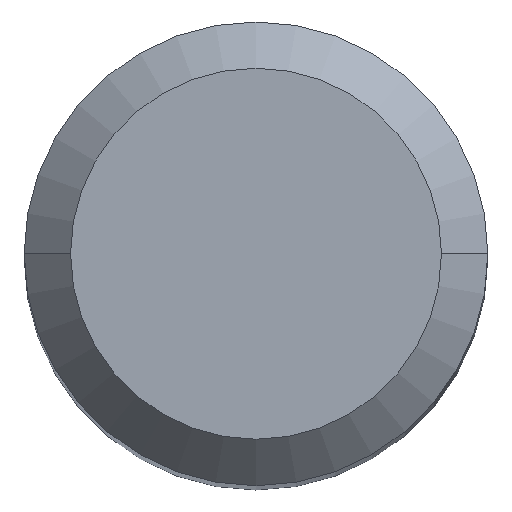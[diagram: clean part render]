
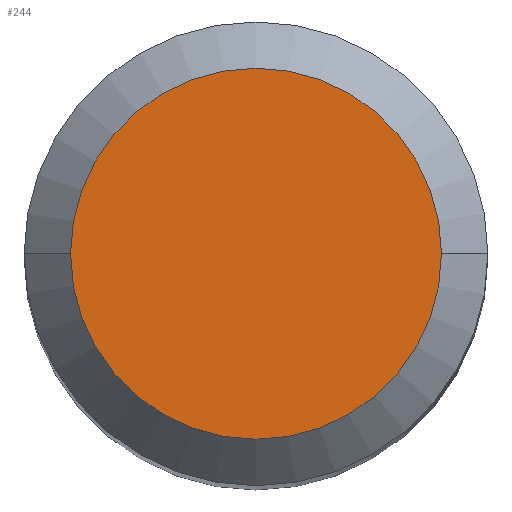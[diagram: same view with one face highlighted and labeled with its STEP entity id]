
A CAD part, top view. The second image highlights one B-rep face of the part: STEP entity #244.
In plain terms, the highlighted planar face has unit normal (0, 0, 1).
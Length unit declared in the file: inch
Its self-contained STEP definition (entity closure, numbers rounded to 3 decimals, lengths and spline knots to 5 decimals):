
#1 = CIRCLE ( 'NONE', #5, 0.126 ) ;
#5 = AXIS2_PLACEMENT_3D ( 'NONE', #270, #157, #198 ) ;
#24 = CARTESIAN_POINT ( 'NONE',  ( 0., 0., 0. ) ) ;
#28 = VERTEX_POINT ( 'NONE', #133 ) ;
#44 = DIRECTION ( 'NONE',  ( 1., 0., 0. ) ) ;
#81 = VERTEX_POINT ( 'NONE', #380 ) ;
#85 = PLANE ( 'NONE',  #341 ) ;
#92 = ORIENTED_EDGE ( 'NONE', *, *, #409, .T. ) ;
#118 = EDGE_CURVE ( 'NONE', #81, #28, #1, .T. ) ;
#133 = CARTESIAN_POINT ( 'NONE',  ( -0.126, 0., 0. ) ) ;
#157 = DIRECTION ( 'NONE',  ( 0., 0., 1. ) ) ;
#198 = DIRECTION ( 'NONE',  ( 1., 0., 0. ) ) ;
#229 = ORIENTED_EDGE ( 'NONE', *, *, #118, .T. ) ;
#239 = DIRECTION ( 'NONE',  ( 0., 0., -1. ) ) ;
#244 = ADVANCED_FACE ( 'NONE', ( #323 ), #85, .F. ) ;
#245 = EDGE_LOOP ( 'NONE', ( #92, #229 ) ) ;
#264 = DIRECTION ( 'NONE',  ( 0., 0., 1. ) ) ;
#270 = CARTESIAN_POINT ( 'NONE',  ( 0., 0., 0. ) ) ;
#323 = FACE_OUTER_BOUND ( 'NONE', #245, .T. ) ;
#341 = AXIS2_PLACEMENT_3D ( 'NONE', #358, #239, #469 ) ;
#358 = CARTESIAN_POINT ( 'NONE',  ( 0., 0., 0. ) ) ;
#366 = CIRCLE ( 'NONE', #426, 0.126 ) ;
#380 = CARTESIAN_POINT ( 'NONE',  ( 0.126, 0., 0. ) ) ;
#409 = EDGE_CURVE ( 'NONE', #28, #81, #366, .T. ) ;
#426 = AXIS2_PLACEMENT_3D ( 'NONE', #24, #264, #44 ) ;
#469 = DIRECTION ( 'NONE',  ( -1., 0., 0. ) ) ;
